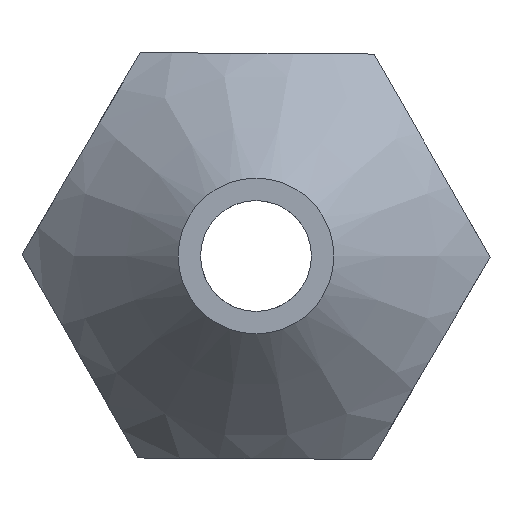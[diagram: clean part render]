
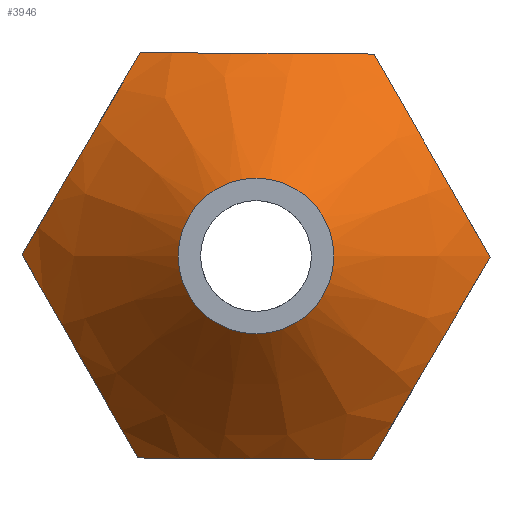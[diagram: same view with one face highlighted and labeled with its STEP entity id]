
A CAD part, front view. The second image highlights one B-rep face of the part: STEP entity #3946.
In plain terms, the highlighted conical face has half-angle 44.947 degrees and reference radius 15.516 mm.
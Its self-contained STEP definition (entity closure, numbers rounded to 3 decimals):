
#16=CONICAL_SURFACE('',#4255,15.516,44.947);
#17=(
BOUNDED_CURVE()
B_SPLINE_CURVE(2,(#9920,#9921,#9922),.UNSPECIFIED.,.F.,.F.)
B_SPLINE_CURVE_WITH_KNOTS((3,3),(0.449,2.864),
 .UNSPECIFIED.)
CURVE()
GEOMETRIC_REPRESENTATION_ITEM()
RATIONAL_B_SPLINE_CURVE((1.073,1.239,1.073))
REPRESENTATION_ITEM('')
);
#18=(
BOUNDED_CURVE()
B_SPLINE_CURVE(2,(#9930,#9931,#9932),.UNSPECIFIED.,.F.,.F.)
B_SPLINE_CURVE_WITH_KNOTS((3,3),(0.449,2.864),
 .UNSPECIFIED.)
CURVE()
GEOMETRIC_REPRESENTATION_ITEM()
RATIONAL_B_SPLINE_CURVE((1.073,1.239,1.073))
REPRESENTATION_ITEM('')
);
#19=(
BOUNDED_CURVE()
B_SPLINE_CURVE(2,(#9938,#9939,#9940),.UNSPECIFIED.,.F.,.F.)
B_SPLINE_CURVE_WITH_KNOTS((3,3),(0.449,2.864),
 .UNSPECIFIED.)
CURVE()
GEOMETRIC_REPRESENTATION_ITEM()
RATIONAL_B_SPLINE_CURVE((1.073,1.239,1.073))
REPRESENTATION_ITEM('')
);
#20=(
BOUNDED_CURVE()
B_SPLINE_CURVE(2,(#9946,#9947,#9948),.UNSPECIFIED.,.F.,.F.)
B_SPLINE_CURVE_WITH_KNOTS((3,3),(0.449,2.864),
 .UNSPECIFIED.)
CURVE()
GEOMETRIC_REPRESENTATION_ITEM()
RATIONAL_B_SPLINE_CURVE((1.073,1.239,1.073))
REPRESENTATION_ITEM('')
);
#21=(
BOUNDED_CURVE()
B_SPLINE_CURVE(2,(#9954,#9955,#9956),.UNSPECIFIED.,.F.,.F.)
B_SPLINE_CURVE_WITH_KNOTS((3,3),(0.449,2.864),
 .UNSPECIFIED.)
CURVE()
GEOMETRIC_REPRESENTATION_ITEM()
RATIONAL_B_SPLINE_CURVE((1.073,1.239,1.073))
REPRESENTATION_ITEM('')
);
#22=(
BOUNDED_CURVE()
B_SPLINE_CURVE(2,(#9961,#9962,#9963),.UNSPECIFIED.,.F.,.F.)
B_SPLINE_CURVE_WITH_KNOTS((3,3),(0.449,2.864),
 .UNSPECIFIED.)
CURVE()
GEOMETRIC_REPRESENTATION_ITEM()
RATIONAL_B_SPLINE_CURVE((1.073,1.239,1.073))
REPRESENTATION_ITEM('')
);
#57=FACE_BOUND('',#1221,.T.);
#962=FACE_OUTER_BOUND('',#1220,.T.);
#1220=EDGE_LOOP('',(#3648,#3649,#3650,#3651,#3652,#3653));
#1221=EDGE_LOOP('',(#3654));
#1328=CIRCLE('',#4256,7.031);
#1931=VERTEX_POINT('',#9918);
#1932=VERTEX_POINT('',#9919);
#1935=VERTEX_POINT('',#9929);
#1937=VERTEX_POINT('',#9937);
#1939=VERTEX_POINT('',#9945);
#1941=VERTEX_POINT('',#9953);
#1950=VERTEX_POINT('',#9988);
#2506=EDGE_CURVE('',#1931,#1932,#17,.T.);
#2510=EDGE_CURVE('',#1932,#1935,#18,.T.);
#2513=EDGE_CURVE('',#1935,#1937,#19,.T.);
#2516=EDGE_CURVE('',#1937,#1939,#20,.T.);
#2519=EDGE_CURVE('',#1941,#1931,#21,.T.);
#2522=EDGE_CURVE('',#1939,#1941,#22,.T.);
#2531=EDGE_CURVE('',#1950,#1950,#1328,.T.);
#3648=ORIENTED_EDGE('',*,*,#2516,.T.);
#3649=ORIENTED_EDGE('',*,*,#2522,.T.);
#3650=ORIENTED_EDGE('',*,*,#2519,.T.);
#3651=ORIENTED_EDGE('',*,*,#2506,.T.);
#3652=ORIENTED_EDGE('',*,*,#2510,.T.);
#3653=ORIENTED_EDGE('',*,*,#2513,.T.);
#3654=ORIENTED_EDGE('',*,*,#2531,.F.);
#3946=ADVANCED_FACE('',(#962,#57),#16,.T.);
#4255=AXIS2_PLACEMENT_3D('',#9987,#5113,#5114);
#4256=AXIS2_PLACEMENT_3D('',#9989,#5115,#5116);
#5113=DIRECTION('center_axis',(0.,1.,0.));
#5114=DIRECTION('ref_axis',(1.,0.,0.));
#5115=DIRECTION('center_axis',(0.,-1.,0.));
#5116=DIRECTION('ref_axis',(1.,0.,0.));
#9918=CARTESIAN_POINT('',(3.368,-52.553,18.226));
#9919=CARTESIAN_POINT('',(-17.75,-52.553,18.351));
#9920=CARTESIAN_POINT('Ctrl Pts',(3.368,-52.553,18.226));
#9921=CARTESIAN_POINT('Ctrl Pts',(-7.191,-57.842,18.289));
#9922=CARTESIAN_POINT('Ctrl Pts',(-17.75,-52.553,18.351));
#9929=CARTESIAN_POINT('',(-28.417,-52.553,0.125));
#9930=CARTESIAN_POINT('Ctrl Pts',(-17.75,-52.553,18.351));
#9931=CARTESIAN_POINT('Ctrl Pts',(-23.083,-57.842,9.238));
#9932=CARTESIAN_POINT('Ctrl Pts',(-28.417,-52.553,0.125));
#9937=CARTESIAN_POINT('',(-17.966,-52.553,-18.226));
#9938=CARTESIAN_POINT('Ctrl Pts',(-28.417,-52.553,0.125));
#9939=CARTESIAN_POINT('Ctrl Pts',(-23.191,-57.842,-9.051));
#9940=CARTESIAN_POINT('Ctrl Pts',(-17.966,-52.553,-18.226));
#9945=CARTESIAN_POINT('',(3.152,-52.553,-18.351));
#9946=CARTESIAN_POINT('Ctrl Pts',(-17.966,-52.553,-18.226));
#9947=CARTESIAN_POINT('Ctrl Pts',(-7.407,-57.842,-18.289));
#9948=CARTESIAN_POINT('Ctrl Pts',(3.152,-52.553,-18.351));
#9953=CARTESIAN_POINT('',(13.819,-52.553,-0.125));
#9954=CARTESIAN_POINT('Ctrl Pts',(13.819,-52.553,-0.125));
#9955=CARTESIAN_POINT('Ctrl Pts',(8.593,-57.842,9.051));
#9956=CARTESIAN_POINT('Ctrl Pts',(3.368,-52.553,18.226));
#9961=CARTESIAN_POINT('Ctrl Pts',(3.152,-52.553,-18.351));
#9962=CARTESIAN_POINT('Ctrl Pts',(8.485,-57.842,-9.238));
#9963=CARTESIAN_POINT('Ctrl Pts',(13.819,-52.553,-0.125));
#9987=CARTESIAN_POINT('Origin',(-7.299,-58.166,0.));
#9988=CARTESIAN_POINT('',(-0.268,-66.666,0.));
#9989=CARTESIAN_POINT('Origin',(-7.299,-66.666,0.));
